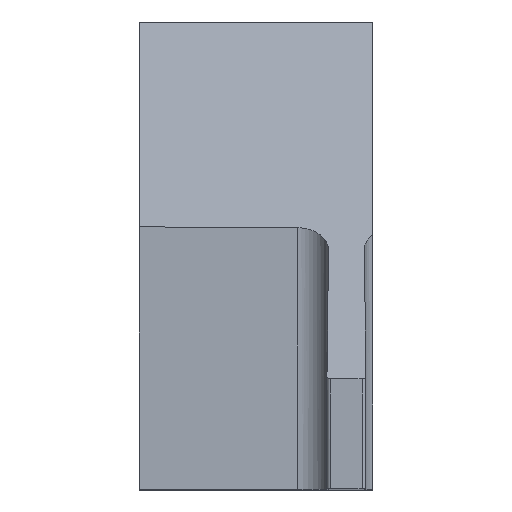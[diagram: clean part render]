
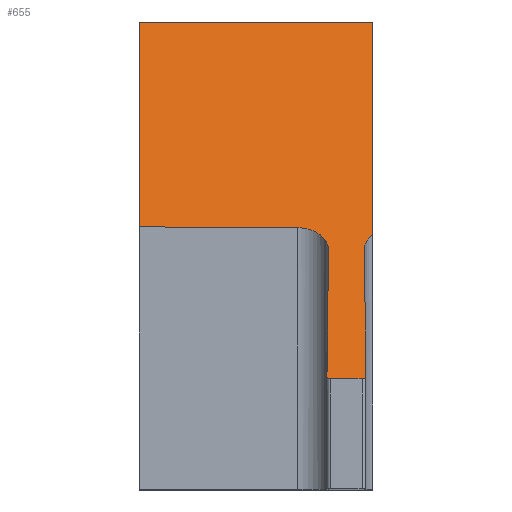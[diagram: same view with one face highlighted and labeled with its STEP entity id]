
A CAD part, top view. The second image highlights one B-rep face of the part: STEP entity #655.
In plain terms, the highlighted planar face has unit normal (0, 0.819, 0.574).
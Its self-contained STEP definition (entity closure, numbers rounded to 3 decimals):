
#10 = VERTEX_POINT ( 'NONE', #505 ) ;
#11 = EDGE_CURVE ( 'NONE', #334, #464, #146, .T. ) ;
#16 = CARTESIAN_POINT ( 'NONE',  ( 2.41, -1.554, 7.45 ) ) ;
#22 = LINE ( 'NONE', #186, #210 ) ;
#39 = EDGE_LOOP ( 'NONE', ( #341, #474, #387, #187, #377, #311, #768, #98, #218, #283, #60 ) ) ;
#51 = DIRECTION ( 'NONE',  ( 0., 0.574, -0.819 ) ) ;
#57 = CARTESIAN_POINT ( 'NONE',  ( 3.04, 0.347, 4.735 ) ) ;
#60 = ORIENTED_EDGE ( 'NONE', *, *, #529, .F. ) ;
#62 = CARTESIAN_POINT ( 'NONE',  ( 2.889, 0.144, 5.024 ) ) ;
#86 = VECTOR ( 'NONE', #333, 1000. ) ;
#93 = LINE ( 'NONE', #57, #409 ) ;
#98 = ORIENTED_EDGE ( 'NONE', *, *, #465, .F. ) ;
#117 = CARTESIAN_POINT ( 'NONE',  ( 2.91, -1.554, 7.45 ) ) ;
#119 = PLANE ( 'NONE',  #542 ) ;
#123 = EDGE_CURVE ( 'NONE', #461, #531, #467, .T. ) ;
#145 = CARTESIAN_POINT ( 'NONE',  ( 2.034, 0.353, 4.726 ) ) ;
#146 = LINE ( 'NONE', #747, #633 ) ;
#156 = LINE ( 'NONE', #623, #344 ) ;
#157 = CARTESIAN_POINT ( 'NONE',  ( 2.41, -1.575, 7.479 ) ) ;
#174 = CARTESIAN_POINT ( 'NONE',  ( 2.43, 0.071, 5.129 ) ) ;
#182 = CARTESIAN_POINT ( 'NONE',  ( 2.89, 0.071, 5.129 ) ) ;
#186 = CARTESIAN_POINT ( 'NONE',  ( 3., 3., 0.946 ) ) ;
#187 = ORIENTED_EDGE ( 'NONE', *, *, #663, .F. ) ;
#210 = VECTOR ( 'NONE', #259, 1000. ) ;
#215 = VERTEX_POINT ( 'NONE', #665 ) ;
#218 = ORIENTED_EDGE ( 'NONE', *, *, #444, .F. ) ;
#221 = CARTESIAN_POINT ( 'NONE',  ( 2.432, 0.235, 4.895 ) ) ;
#234 = VERTEX_POINT ( 'NONE', #775 ) ;
#241 = DIRECTION ( 'NONE',  ( 0., -0.819, -0.574 ) ) ;
#245 =( BOUNDED_CURVE ( )  B_SPLINE_CURVE ( 3, ( #424, #602, #62, #182 ),
 .UNSPECIFIED., .F., .T. ) 
 B_SPLINE_CURVE_WITH_KNOTS ( ( 4, 4 ),
 ( 0.81, 1.58 ),
 .UNSPECIFIED. ) 
 CURVE ( )  GEOMETRIC_REPRESENTATION_ITEM ( )  RATIONAL_B_SPLINE_CURVE ( ( 1., 0.951, 0.951, 1. ) ) 
 REPRESENTATION_ITEM ( '' )  );
#256 = EDGE_CURVE ( 'NONE', #234, #288, #544, .T. ) ;
#259 = DIRECTION ( 'NONE',  ( -1., 0., 0. ) ) ;
#261 = DIRECTION ( 'NONE',  ( 0.007, 0.574, -0.819 ) ) ;
#267 = CARTESIAN_POINT ( 'NONE',  ( 2.86, -1.589, 7.5 ) ) ;
#268 = DIRECTION ( 'NONE',  ( 0., 0.574, -0.819 ) ) ;
#273 = VERTEX_POINT ( 'NONE', #415 ) ;
#275 = CARTESIAN_POINT ( 'NONE',  ( 2.431, -1.589, 7.5 ) ) ;
#282 = EDGE_CURVE ( 'NONE', #273, #10, #304, .T. ) ;
#283 = ORIENTED_EDGE ( 'NONE', *, *, #688, .F. ) ;
#288 = VERTEX_POINT ( 'NONE', #117 ) ;
#299 = DIRECTION ( 'NONE',  ( 0., -0.574, 0.819 ) ) ;
#304 = LINE ( 'NONE', #661, #480 ) ;
#310 = CARTESIAN_POINT ( 'NONE',  ( 2.913, -1.824, 7.835 ) ) ;
#311 = ORIENTED_EDGE ( 'NONE', *, *, #356, .T. ) ;
#323 = VERTEX_POINT ( 'NONE', #145 ) ;
#333 = DIRECTION ( 'NONE',  ( 1., 0., 0. ) ) ;
#334 = VERTEX_POINT ( 'NONE', #561 ) ;
#341 = ORIENTED_EDGE ( 'NONE', *, *, #123, .T. ) ;
#344 = VECTOR ( 'NONE', #261, 1000. ) ;
#356 = EDGE_CURVE ( 'NONE', #10, #464, #22, .T. ) ;
#360 = CARTESIAN_POINT ( 'NONE',  ( 3., -1.824, 7.835 ) ) ;
#366 = VECTOR ( 'NONE', #481, 1000. ) ;
#369 = FACE_OUTER_BOUND ( 'NONE', #39, .T. ) ;
#377 = ORIENTED_EDGE ( 'NONE', *, *, #282, .T. ) ;
#379 =( BOUNDED_CURVE ( )  B_SPLINE_CURVE ( 3, ( #573, #275, #157, #644 ),
 .UNSPECIFIED., .F., .T. ) 
 B_SPLINE_CURVE_WITH_KNOTS ( ( 4, 4 ),
 ( 3.142, 4.721 ),
 .UNSPECIFIED. ) 
 CURVE ( )  GEOMETRIC_REPRESENTATION_ITEM ( )  RATIONAL_B_SPLINE_CURVE ( ( 1., 0.803, 0.803, 1. ) ) 
 REPRESENTATION_ITEM ( '' )  );
#387 = ORIENTED_EDGE ( 'NONE', *, *, #256, .F. ) ;
#398 = CARTESIAN_POINT ( 'NONE',  ( 2.034, 0.353, 4.726 ) ) ;
#402 = EDGE_CURVE ( 'NONE', #288, #531, #622, .T. ) ;
#409 = VECTOR ( 'NONE', #692, 1000. ) ;
#415 = CARTESIAN_POINT ( 'NONE',  ( 3., 0.266, 4.85 ) ) ;
#424 = CARTESIAN_POINT ( 'NONE',  ( 3., 0.266, 4.85 ) ) ;
#438 = CARTESIAN_POINT ( 'NONE',  ( 2.889, -1.589, 7.5 ) ) ;
#444 = EDGE_CURVE ( 'NONE', #215, #323, #599, .T. ) ;
#450 = CARTESIAN_POINT ( 'NONE',  ( 2.91, -1.554, 7.45 ) ) ;
#460 = CARTESIAN_POINT ( 'NONE',  ( 3., -1.589, 7.5 ) ) ;
#461 = VERTEX_POINT ( 'NONE', #637 ) ;
#464 = VERTEX_POINT ( 'NONE', #706 ) ;
#465 = EDGE_CURVE ( 'NONE', #323, #334, #93, .T. ) ;
#467 = LINE ( 'NONE', #460, #86 ) ;
#474 = ORIENTED_EDGE ( 'NONE', *, *, #402, .F. ) ;
#480 = VECTOR ( 'NONE', #51, 1000. ) ;
#481 = DIRECTION ( 'NONE',  ( 0.007, -0.574, 0.819 ) ) ;
#496 = CARTESIAN_POINT ( 'NONE',  ( 2.91, -1.575, 7.479 ) ) ;
#505 = CARTESIAN_POINT ( 'NONE',  ( 3., 3., 0.946 ) ) ;
#517 = CARTESIAN_POINT ( 'NONE',  ( 2.268, 0.352, 4.728 ) ) ;
#525 = CARTESIAN_POINT ( 'NONE',  ( 2.86, -1.589, 7.5 ) ) ;
#529 = EDGE_CURVE ( 'NONE', #461, #629, #379, .T. ) ;
#531 = VERTEX_POINT ( 'NONE', #525 ) ;
#542 = AXIS2_PLACEMENT_3D ( 'NONE', #360, #241, #299 ) ;
#544 = LINE ( 'NONE', #310, #366 ) ;
#561 = CARTESIAN_POINT ( 'NONE',  ( 0., 0.366, 4.708 ) ) ;
#573 = CARTESIAN_POINT ( 'NONE',  ( 2.46, -1.589, 7.5 ) ) ;
#599 =( BOUNDED_CURVE ( )  B_SPLINE_CURVE ( 3, ( #174, #221, #517, #398 ),
 .UNSPECIFIED., .F., .T. ) 
 B_SPLINE_CURVE_WITH_KNOTS ( ( 4, 4 ),
 ( 4.704, 6.274 ),
 .UNSPECIFIED. ) 
 CURVE ( )  GEOMETRIC_REPRESENTATION_ITEM ( )  RATIONAL_B_SPLINE_CURVE ( ( 1., 0.805, 0.805, 1. ) ) 
 REPRESENTATION_ITEM ( '' )  );
#602 = CARTESIAN_POINT ( 'NONE',  ( 2.927, 0.213, 4.926 ) ) ;
#622 =( BOUNDED_CURVE ( )  B_SPLINE_CURVE ( 3, ( #450, #496, #438, #267 ),
 .UNSPECIFIED., .F., .T. ) 
 B_SPLINE_CURVE_WITH_KNOTS ( ( 4, 4 ),
 ( 1.562, 3.142 ),
 .UNSPECIFIED. ) 
 CURVE ( )  GEOMETRIC_REPRESENTATION_ITEM ( )  RATIONAL_B_SPLINE_CURVE ( ( 1., 0.803, 0.803, 1. ) ) 
 REPRESENTATION_ITEM ( '' )  );
#623 = CARTESIAN_POINT ( 'NONE',  ( 2.407, -1.821, 7.831 ) ) ;
#629 = VERTEX_POINT ( 'NONE', #16 ) ;
#633 = VECTOR ( 'NONE', #268, 1000. ) ;
#637 = CARTESIAN_POINT ( 'NONE',  ( 2.46, -1.589, 7.5 ) ) ;
#644 = CARTESIAN_POINT ( 'NONE',  ( 2.41, -1.554, 7.45 ) ) ;
#655 = ADVANCED_FACE ( 'NONE', ( #369 ), #119, .F. ) ;
#661 = CARTESIAN_POINT ( 'NONE',  ( 3., -1.824, 7.835 ) ) ;
#663 = EDGE_CURVE ( 'NONE', #273, #234, #245, .T. ) ;
#665 = CARTESIAN_POINT ( 'NONE',  ( 2.43, 0.071, 5.129 ) ) ;
#688 = EDGE_CURVE ( 'NONE', #629, #215, #156, .T. ) ;
#692 = DIRECTION ( 'NONE',  ( -1., 0.006, -0.009 ) ) ;
#706 = CARTESIAN_POINT ( 'NONE',  ( 0., 3., 0.946 ) ) ;
#747 = CARTESIAN_POINT ( 'NONE',  ( 0., -1.824, 7.835 ) ) ;
#768 = ORIENTED_EDGE ( 'NONE', *, *, #11, .F. ) ;
#775 = CARTESIAN_POINT ( 'NONE',  ( 2.89, 0.071, 5.129 ) ) ;
